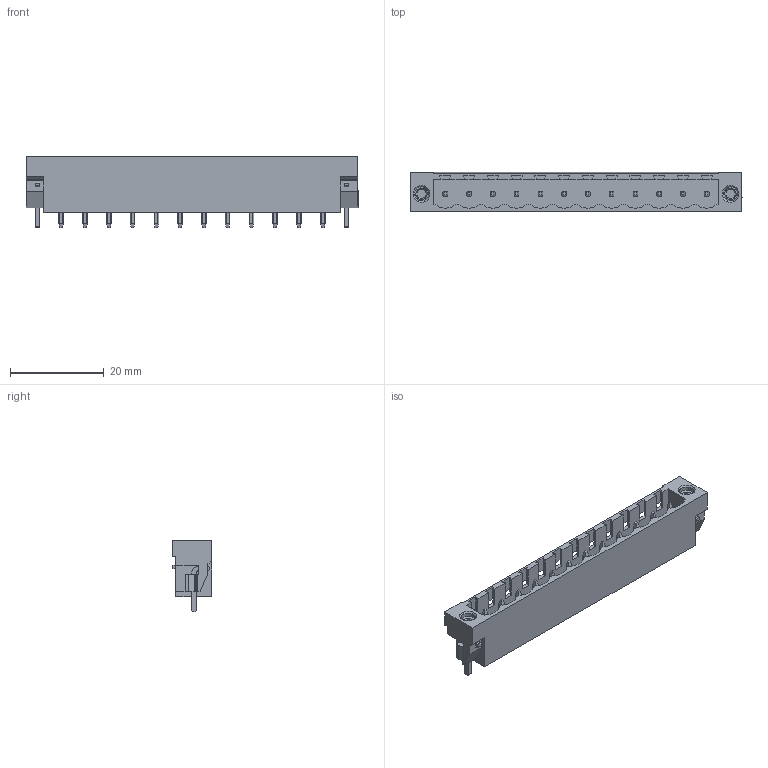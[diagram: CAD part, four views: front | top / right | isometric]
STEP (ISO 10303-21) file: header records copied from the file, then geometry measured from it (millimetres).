
FILE_DESCRIPTION(('CATIA V5 STEP Exchange','CAx-IF Rec.Pracs.--- Model Styling and Organization---1.2---2011-12-15'),'2;1');
FILE_NAME ('D1449123_0', '2018-10-25T03:32:06+00:00', ('none'), ('Weidmueller'), 'CATIA Version 5-6 Release 2014', 'CATIA V5 STEP AP214', 'none');
FILE_SCHEMA(('AUTOMOTIVE_DESIGN { 1 0 10303 214 1 1 1 1 }'));
Length unit declared in the file: millimetre
Products named in the file (1): 1148220000
Bounding box: 70.96 x 8.43 x 15.2 mm (x, y, z)
Volume: 3357.5 mm3; surface area: 5553.6 mm2
Topology: 17 solids, 17 shells, 599 faces, 1764 edges, 1175 vertices
Faces by surface type: plane 455, cylinder 132, cone 12
Entity records: 18503 total; most frequent: CARTESIAN_POINT 3963, ORIENTED_EDGE 3528, DIRECTION 2178, EDGE_CURVE 1764, VECTOR 1296, LINE 1296, VERTEX_POINT 1175, EDGE_LOOP 635
